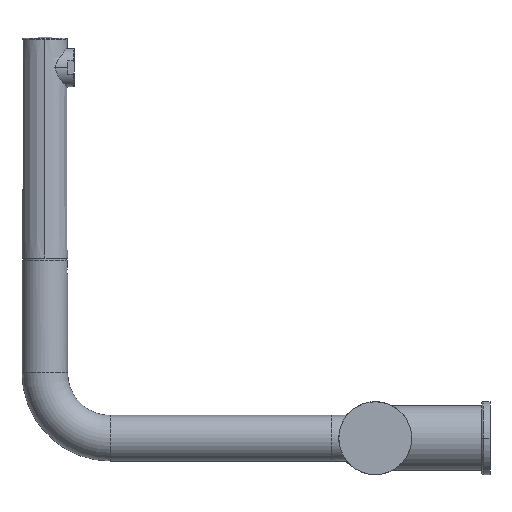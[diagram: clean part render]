
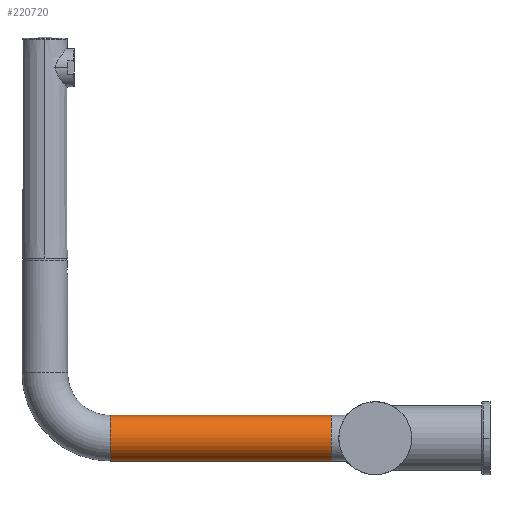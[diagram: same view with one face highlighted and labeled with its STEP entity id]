
A CAD part, left-side view. The second image highlights one B-rep face of the part: STEP entity #220720.
In plain terms, the highlighted cylindrical face has radius 14 mm (diameter 28 mm), a partial arc.
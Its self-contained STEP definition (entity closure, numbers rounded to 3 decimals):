
#37420=CARTESIAN_POINT('',(0.,162.65,0.));
#37421=DIRECTION('',(0.,1.,0.));
#37422=DIRECTION('',(0.,0.,-1.));
#37423=AXIS2_PLACEMENT_3D('',#37420,#37421,#37422);
#37430=DIRECTION('',(0.,1.,0.));
#37431=VECTOR('',#37430,135.8);
#37432=CARTESIAN_POINT('',(0.,26.85,-14.));
#37433=LINE('',#37432,#37431);
#37449=CARTESIAN_POINT('',(0.,26.85,0.));
#37450=DIRECTION('',(0.,1.,0.));
#37451=DIRECTION('',(0.,0.,-1.));
#37452=AXIS2_PLACEMENT_3D('',#37449,#37450,#37451);
#37462=DIRECTION('',(0.,1.,0.));
#37463=VECTOR('',#37462,135.8);
#37464=CARTESIAN_POINT('',(0.,26.85,14.));
#37465=LINE('',#37464,#37463);
#152878=CARTESIAN_POINT('',(0.,162.65,14.));
#152879=CARTESIAN_POINT('',(0.,162.65,-14.));
#152880=VERTEX_POINT('',#152878);
#152881=VERTEX_POINT('',#152879);
#152930=CARTESIAN_POINT('',(0.,26.85,14.));
#152931=CARTESIAN_POINT('',(0.,26.85,-14.));
#152932=VERTEX_POINT('',#152930);
#152933=VERTEX_POINT('',#152931);
#220706=CARTESIAN_POINT('',(0.,26.85,0.));
#220707=DIRECTION('',(0.,1.,0.));
#220708=DIRECTION('',(0.,0.,1.));
#220709=AXIS2_PLACEMENT_3D('',#220706,#220707,#220708);
#220710=CYLINDRICAL_SURFACE('',#220709,14.);
#220712=ORIENTED_EDGE('',*,*,#220711,.F.);
#220714=ORIENTED_EDGE('',*,*,#220713,.T.);
#220715=ORIENTED_EDGE('',*,*,#220689,.T.);
#220717=ORIENTED_EDGE('',*,*,#220716,.F.);
#220718=EDGE_LOOP('',(#220712,#220714,#220715,#220717));
#220719=FACE_OUTER_BOUND('',#220718,.F.);
#220720=ADVANCED_FACE('',(#220719),#220710,.T.);
#37424=CIRCLE('',#37423,14.);
#37453=CIRCLE('',#37452,14.);
#220689=EDGE_CURVE('',#152881,#152880,#37424,.T.);
#220711=EDGE_CURVE('',#152933,#152932,#37453,.T.);
#220713=EDGE_CURVE('',#152933,#152881,#37433,.T.);
#220716=EDGE_CURVE('',#152932,#152880,#37465,.T.);
